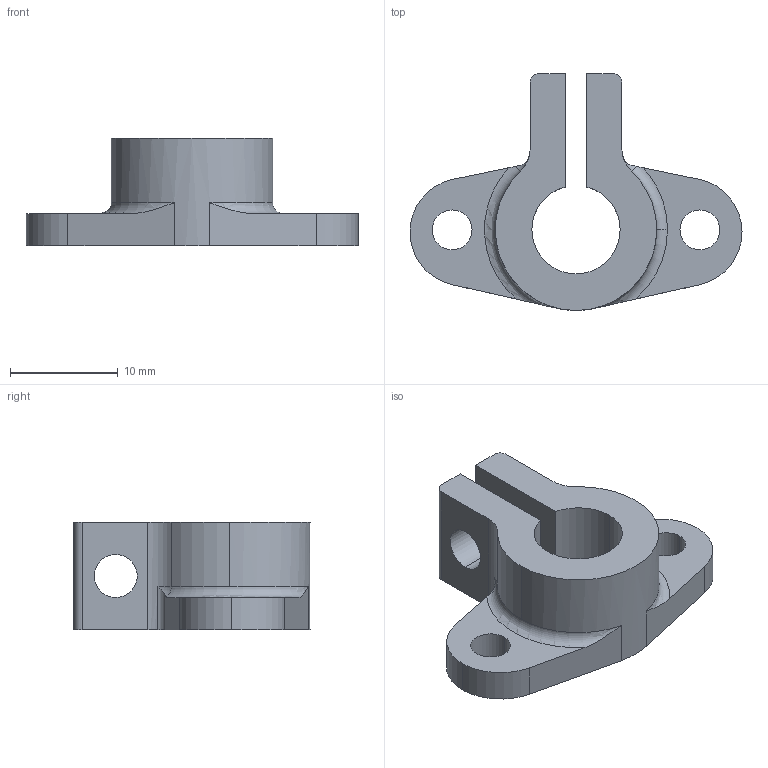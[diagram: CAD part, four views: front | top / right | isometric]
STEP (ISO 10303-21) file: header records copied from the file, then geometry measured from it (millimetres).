
FILE_DESCRIPTION (( 'STEP AP203' ), '1' );
FILE_NAME ('rod support.STEP', '2016-04-11T06:54:54', ( 'Joel Frax' ), ( 'Microsoft' ), 'SwSTEP 2.0', 'SolidWorks 2015', '' );
FILE_SCHEMA (( 'CONFIG_CONTROL_DESIGN' ));
Length unit declared in the file: millimetre
Products named in the file (1): rod support
Bounding box: 30.83 x 22 x 10 mm (x, y, z)
Volume: 2021.5 mm3; surface area: 1840.8 mm2
Topology: 1 solids, 1 shells, 42 faces, 117 edges, 77 vertices
Faces by surface type: cylinder 23, plane 14, torus 5
Entity records: 1492 total; most frequent: CARTESIAN_POINT 281, DIRECTION 249, ORIENTED_EDGE 234, EDGE_CURVE 117, AXIS2_PLACEMENT_3D 97, VERTEX_POINT 77, LINE 55, VECTOR 55
